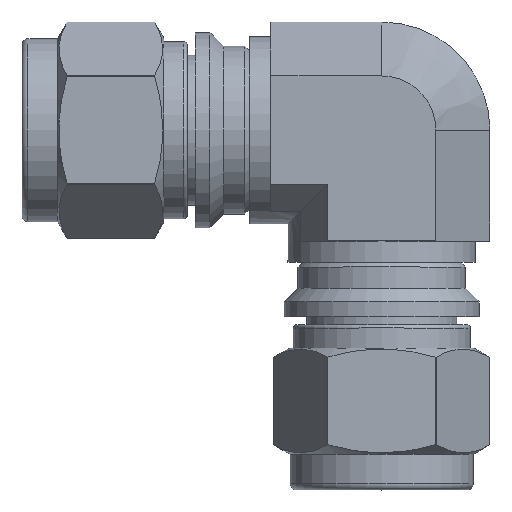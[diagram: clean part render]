
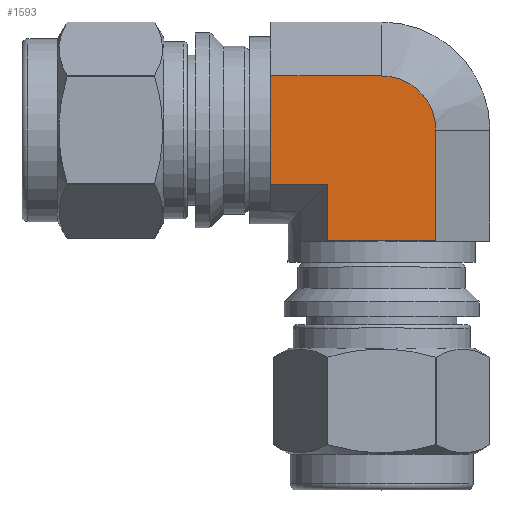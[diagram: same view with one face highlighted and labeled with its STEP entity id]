
A CAD part, top view. The second image highlights one B-rep face of the part: STEP entity #1593.
In plain terms, the highlighted planar face has unit normal (0, 0, 1).
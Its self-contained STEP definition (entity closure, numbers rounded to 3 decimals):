
#184=CIRCLE('',#1813,4.584);
#285=FACE_OUTER_BOUND('',#401,.T.);
#401=EDGE_LOOP('',(#1433,#1434,#1435,#1436,#1437,#1438,#1439,#1440,#1441));
#462=LINE('',#2735,#562);
#469=LINE('',#2758,#569);
#472=LINE('',#2769,#572);
#475=LINE('',#2781,#575);
#480=LINE('',#2794,#580);
#486=LINE('',#2805,#586);
#495=LINE('',#2824,#595);
#499=LINE('',#2837,#599);
#562=VECTOR('',#2208,10.);
#569=VECTOR('',#2231,10.);
#572=VECTOR('',#2242,10.);
#575=VECTOR('',#2253,10.);
#580=VECTOR('',#2266,10.);
#586=VECTOR('',#2276,10.);
#595=VECTOR('',#2301,10.);
#599=VECTOR('',#2317,10.);
#734=VERTEX_POINT('',#2730);
#736=VERTEX_POINT('',#2733);
#744=VERTEX_POINT('',#2757);
#746=VERTEX_POINT('',#2764);
#748=VERTEX_POINT('',#2767);
#753=VERTEX_POINT('',#2780);
#757=VERTEX_POINT('',#2792);
#760=VERTEX_POINT('',#2802);
#765=VERTEX_POINT('',#2832);
#938=EDGE_CURVE('',#736,#734,#462,.T.);
#949=EDGE_CURVE('',#734,#744,#469,.T.);
#954=EDGE_CURVE('',#748,#746,#472,.T.);
#959=EDGE_CURVE('',#746,#753,#475,.T.);
#965=EDGE_CURVE('',#757,#736,#480,.T.);
#971=EDGE_CURVE('',#760,#744,#486,.T.);
#982=EDGE_CURVE('',#760,#748,#495,.T.);
#987=EDGE_CURVE('',#765,#757,#184,.T.);
#989=EDGE_CURVE('',#765,#753,#499,.T.);
#1433=ORIENTED_EDGE('',*,*,#987,.F.);
#1434=ORIENTED_EDGE('',*,*,#989,.T.);
#1435=ORIENTED_EDGE('',*,*,#959,.F.);
#1436=ORIENTED_EDGE('',*,*,#954,.F.);
#1437=ORIENTED_EDGE('',*,*,#982,.F.);
#1438=ORIENTED_EDGE('',*,*,#971,.T.);
#1439=ORIENTED_EDGE('',*,*,#949,.F.);
#1440=ORIENTED_EDGE('',*,*,#938,.F.);
#1441=ORIENTED_EDGE('',*,*,#965,.F.);
#1491=PLANE('',#1817);
#1593=ADVANCED_FACE('',(#285),#1491,.T.);
#1813=AXIS2_PLACEMENT_3D('',#2834,#2312,#2313);
#1817=AXIS2_PLACEMENT_3D('',#2844,#2325,#2326);
#2208=DIRECTION('',(-1.,0.,0.));
#2231=DIRECTION('',(-1.,0.,0.));
#2242=DIRECTION('',(0.,1.,0.));
#2253=DIRECTION('',(0.,1.,0.));
#2266=DIRECTION('',(0.,-1.,0.));
#2276=DIRECTION('',(0.,-1.,0.));
#2301=DIRECTION('',(-1.,0.,0.));
#2312=DIRECTION('center_axis',(0.,0.,-1.));
#2313=DIRECTION('ref_axis',(0.,1.,0.));
#2317=DIRECTION('',(-1.,0.,0.));
#2325=DIRECTION('center_axis',(0.,0.,1.));
#2326=DIRECTION('ref_axis',(0.,1.,0.));
#2730=CARTESIAN_POINT('',(0.,-9.4,7.94));
#2733=CARTESIAN_POINT('',(4.584,-9.4,7.94));
#2735=CARTESIAN_POINT('',(4.584,-9.4,7.94));
#2757=CARTESIAN_POINT('',(-4.584,-9.4,7.94));
#2758=CARTESIAN_POINT('',(4.584,-9.4,7.94));
#2764=CARTESIAN_POINT('',(-9.4,0.,7.94));
#2767=CARTESIAN_POINT('',(-9.4,-4.584,7.94));
#2769=CARTESIAN_POINT('',(-9.4,4.584,7.94));
#2780=CARTESIAN_POINT('',(-9.4,4.584,7.94));
#2781=CARTESIAN_POINT('',(-9.4,4.584,7.94));
#2792=CARTESIAN_POINT('',(4.584,0.,7.94));
#2794=CARTESIAN_POINT('',(4.584,0.,7.94));
#2802=CARTESIAN_POINT('',(-4.584,-4.584,7.94));
#2805=CARTESIAN_POINT('',(-4.584,0.,7.94));
#2824=CARTESIAN_POINT('',(0.,-4.584,7.94));
#2832=CARTESIAN_POINT('',(0.,4.584,7.94));
#2834=CARTESIAN_POINT('Origin',(0.,0.,
7.94));
#2837=CARTESIAN_POINT('',(0.,4.584,7.94));
#2844=CARTESIAN_POINT('Origin',(0.,-4.584,7.94));
